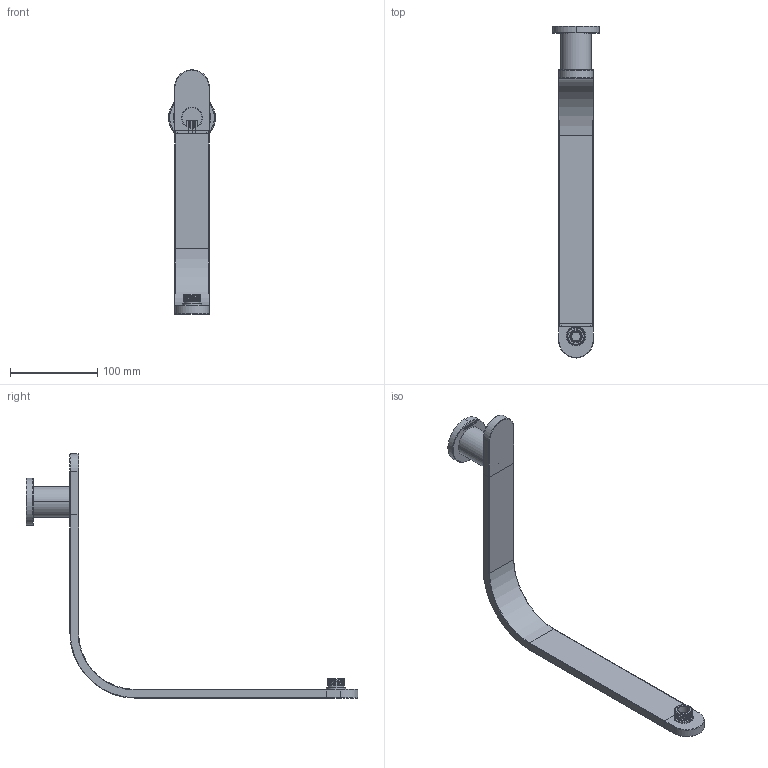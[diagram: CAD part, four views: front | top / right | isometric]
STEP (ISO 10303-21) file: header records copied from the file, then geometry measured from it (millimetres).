
FILE_DESCRIPTION((''),'2;1');
FILE_NAME('8805C070CP_ASM','2023-07-11T14:19:36',('Administrator'),(''),'CREO PARAMETRIC BY PTC INC, 2018500','CREO PARAMETRIC BY PTC INC, 2018500','');
FILE_SCHEMA(('CONFIG_CONTROL_DESIGN'));
Length unit declared in the file: millimetre
Products named in the file (10): 20; 32; 33; 810C201CP_ASM; 824C218CP; 820C009CP; 824C071CP; 25; 26; 8805C070CP_ASM
Assembly tree (9 placements, depth 3):
  8805C070CP_ASM
    810C201CP_ASM
      20
      32
      33
    824C218CP
    820C009CP
    824C071CP
    25
    26
Bounding box: 54 x 380 x 280 mm (x, y, z)
Volume: 107274.5 mm3; surface area: 127383.5 mm2
Topology: 8 solids, 12 shells, 339 faces, 871 edges, 561 vertices
Faces by surface type: plane 113, cylinder 98, extrusion 66, torus 32, cone 22, bspline 8
Entity records: 13361 total; most frequent: CARTESIAN_POINT 4997, ORIENTED_EDGE 1720, DIRECTION 1600, EDGE_CURVE 871, AXIS2_PLACEMENT_3D 567, VERTEX_POINT 561, VECTOR 466, LINE 400
